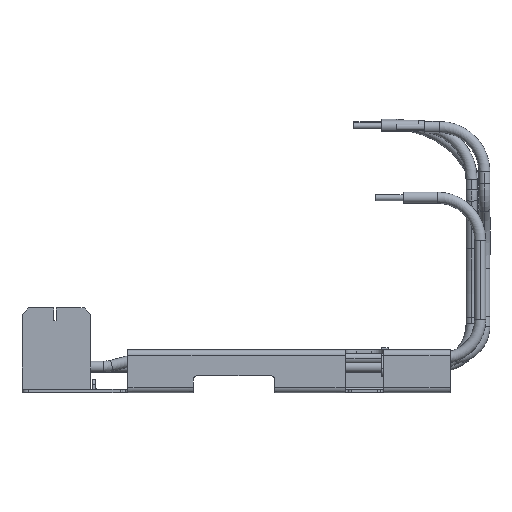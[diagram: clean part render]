
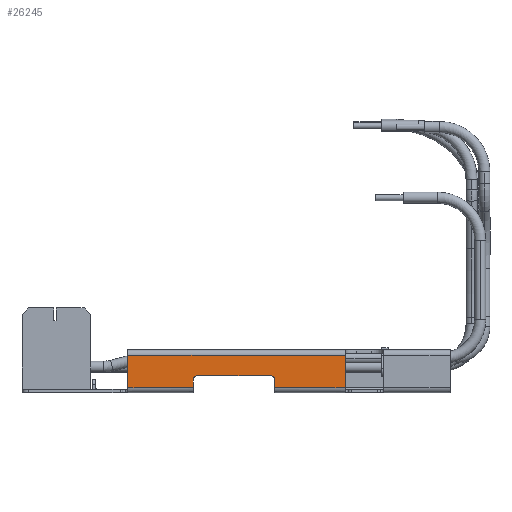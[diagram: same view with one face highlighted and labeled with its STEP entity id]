
A CAD part, left-side view. The second image highlights one B-rep face of the part: STEP entity #26245.
In plain terms, the highlighted planar face has unit normal (-1, 0, 0).
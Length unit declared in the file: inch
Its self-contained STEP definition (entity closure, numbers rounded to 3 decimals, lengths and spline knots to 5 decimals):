
#426 = CARTESIAN_POINT ( 'NONE',  ( -1.47638, 0.90551, 0.23622 ) ) ;
#695 = LINE ( 'NONE', #8152, #14819 ) ;
#1093 = AXIS2_PLACEMENT_3D ( 'NONE', #10728, #21925, #30314 ) ;
#1683 = DIRECTION ( 'NONE',  ( -1., 0., 0. ) ) ;
#1713 = DIRECTION ( 'NONE',  ( 0., 1., 0. ) ) ;
#1949 = VECTOR ( 'NONE', #1713, 39.37008 ) ;
#2054 = CIRCLE ( 'NONE', #1093, 0.07874 ) ;
#2376 = EDGE_CURVE ( 'NONE', #22420, #5840, #2706, .T. ) ;
#2706 = LINE ( 'NONE', #9706, #6688 ) ;
#2743 = VERTEX_POINT ( 'NONE', #5816 ) ;
#2890 = CARTESIAN_POINT ( 'NONE',  ( -1.47638, -0.51181, 0.31496 ) ) ;
#3236 = ORIENTED_EDGE ( 'NONE', *, *, #8233, .F. ) ;
#4092 = CARTESIAN_POINT ( 'NONE',  ( -1.47638, 2.18425, 0.31496 ) ) ;
#4232 = ORIENTED_EDGE ( 'NONE', *, *, #28896, .T. ) ;
#4513 = EDGE_CURVE ( 'NONE', #21151, #14586, #695, .T. ) ;
#4618 = CARTESIAN_POINT ( 'NONE',  ( -1.47638, 2.18425, 0. ) ) ;
#4728 = CARTESIAN_POINT ( 'NONE',  ( -1.47638, 2.1063, 0.69291 ) ) ;
#4911 = EDGE_CURVE ( 'NONE', #2743, #22420, #13026, .T. ) ;
#5362 = AXIS2_PLACEMENT_3D ( 'NONE', #4618, #1683, #35276 ) ;
#5397 = CARTESIAN_POINT ( 'NONE',  ( -1.47638, -0.51181, 0.23622 ) ) ;
#5816 = CARTESIAN_POINT ( 'NONE',  ( -1.47638, -1.88583, 0.69291 ) ) ;
#5840 = VERTEX_POINT ( 'NONE', #27932 ) ;
#6100 = EDGE_CURVE ( 'NONE', #15605, #2743, #21270, .T. ) ;
#6387 = EDGE_LOOP ( 'NONE', ( #36485, #27246, #20925, #3236, #17615, #8923, #13572, #16239, #4232, #36169 ) ) ;
#6435 = CARTESIAN_POINT ( 'NONE',  ( -1.47638, 0.90551, 0.09449 ) ) ;
#6688 = VECTOR ( 'NONE', #31810, 39.37008 ) ;
#7078 = VECTOR ( 'NONE', #16942, 39.37008 ) ;
#8152 = CARTESIAN_POINT ( 'NONE',  ( -1.47638, 0.90551, 0. ) ) ;
#8233 = EDGE_CURVE ( 'NONE', #10957, #13884, #34338, .T. ) ;
#8269 = DIRECTION ( 'NONE',  ( 0., 0., 1. ) ) ;
#8923 = ORIENTED_EDGE ( 'NONE', *, *, #6100, .T. ) ;
#9706 = CARTESIAN_POINT ( 'NONE',  ( -1.47638, 2.1063, 0. ) ) ;
#9719 = CARTESIAN_POINT ( 'NONE',  ( -1.47638, 2.18425, 0.09449 ) ) ;
#10374 = CARTESIAN_POINT ( 'NONE',  ( -1.47638, 2.18425, 0.69291 ) ) ;
#10462 = LINE ( 'NONE', #9719, #11394 ) ;
#10728 = CARTESIAN_POINT ( 'NONE',  ( -1.47638, 0.82677, 0.23622 ) ) ;
#10957 = VERTEX_POINT ( 'NONE', #17184 ) ;
#11122 = VECTOR ( 'NONE', #32409, 39.37008 ) ;
#11394 = VECTOR ( 'NONE', #16111, 39.37008 ) ;
#11441 = EDGE_CURVE ( 'NONE', #15605, #10957, #13684, .T. ) ;
#11553 = CARTESIAN_POINT ( 'NONE',  ( -1.47638, 2.1063, 0.09449 ) ) ;
#11929 = CARTESIAN_POINT ( 'NONE',  ( -1.47638, 0.82677, 0.31496 ) ) ;
#12180 = CARTESIAN_POINT ( 'NONE',  ( -1.47638, -0.59055, 0.23622 ) ) ;
#12310 = EDGE_CURVE ( 'NONE', #26755, #35455, #20267, .T. ) ;
#13026 = LINE ( 'NONE', #10374, #1949 ) ;
#13104 = EDGE_CURVE ( 'NONE', #35455, #13884, #28222, .T. ) ;
#13572 = ORIENTED_EDGE ( 'NONE', *, *, #4911, .T. ) ;
#13684 = LINE ( 'NONE', #11553, #36501 ) ;
#13861 = CARTESIAN_POINT ( 'NONE',  ( -1.47638, -1.88583, 0.09449 ) ) ;
#13884 = VERTEX_POINT ( 'NONE', #12180 ) ;
#14586 = VERTEX_POINT ( 'NONE', #426 ) ;
#14819 = VECTOR ( 'NONE', #8269, 39.37008 ) ;
#15605 = VERTEX_POINT ( 'NONE', #13861 ) ;
#16111 = DIRECTION ( 'NONE',  ( 0., -1., 0. ) ) ;
#16239 = ORIENTED_EDGE ( 'NONE', *, *, #2376, .T. ) ;
#16557 = DIRECTION ( 'NONE',  ( 0., 1., 0. ) ) ;
#16942 = DIRECTION ( 'NONE',  ( 0., 0., 1. ) ) ;
#17184 = CARTESIAN_POINT ( 'NONE',  ( -1.47638, -0.59055, 0.09449 ) ) ;
#17615 = ORIENTED_EDGE ( 'NONE', *, *, #11441, .F. ) ;
#20267 = LINE ( 'NONE', #4092, #11122 ) ;
#20925 = ORIENTED_EDGE ( 'NONE', *, *, #13104, .T. ) ;
#21151 = VERTEX_POINT ( 'NONE', #6435 ) ;
#21270 = LINE ( 'NONE', #23432, #27903 ) ;
#21460 = PLANE ( 'NONE',  #5362 ) ;
#21925 = DIRECTION ( 'NONE',  ( 1., 0., 0. ) ) ;
#22420 = VERTEX_POINT ( 'NONE', #4728 ) ;
#22466 = EDGE_CURVE ( 'NONE', #14586, #26755, #2054, .T. ) ;
#22751 = CARTESIAN_POINT ( 'NONE',  ( -1.47638, -0.59055, 0.0315 ) ) ;
#23198 = DIRECTION ( 'NONE',  ( 0., 0., 1. ) ) ;
#23432 = CARTESIAN_POINT ( 'NONE',  ( -1.47638, -1.88583, 0. ) ) ;
#26245 = ADVANCED_FACE ( 'NONE', ( #29658 ), #21460, .T. ) ;
#26755 = VERTEX_POINT ( 'NONE', #11929 ) ;
#27246 = ORIENTED_EDGE ( 'NONE', *, *, #12310, .T. ) ;
#27903 = VECTOR ( 'NONE', #23198, 39.37008 ) ;
#27932 = CARTESIAN_POINT ( 'NONE',  ( -1.47638, 2.1063, 0.09449 ) ) ;
#28222 = CIRCLE ( 'NONE', #34617, 0.07874 ) ;
#28896 = EDGE_CURVE ( 'NONE', #5840, #21151, #10462, .T. ) ;
#29658 = FACE_OUTER_BOUND ( 'NONE', #6387, .T. ) ;
#30314 = DIRECTION ( 'NONE',  ( 0., 0., 1. ) ) ;
#30376 = DIRECTION ( 'NONE',  ( 0., 0., 1. ) ) ;
#31810 = DIRECTION ( 'NONE',  ( 0., 0., -1. ) ) ;
#32409 = DIRECTION ( 'NONE',  ( 0., -1., 0. ) ) ;
#33484 = DIRECTION ( 'NONE',  ( 1., 0., 0. ) ) ;
#34338 = LINE ( 'NONE', #22751, #7078 ) ;
#34617 = AXIS2_PLACEMENT_3D ( 'NONE', #5397, #33484, #30376 ) ;
#35276 = DIRECTION ( 'NONE',  ( 0., 0., 1. ) ) ;
#35455 = VERTEX_POINT ( 'NONE', #2890 ) ;
#36169 = ORIENTED_EDGE ( 'NONE', *, *, #4513, .T. ) ;
#36485 = ORIENTED_EDGE ( 'NONE', *, *, #22466, .T. ) ;
#36501 = VECTOR ( 'NONE', #16557, 39.37008 ) ;
